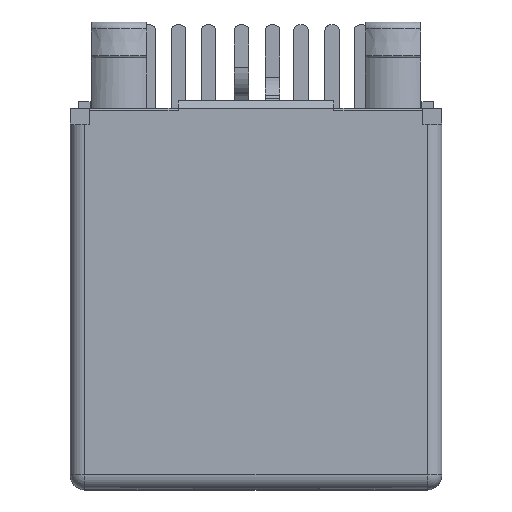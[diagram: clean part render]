
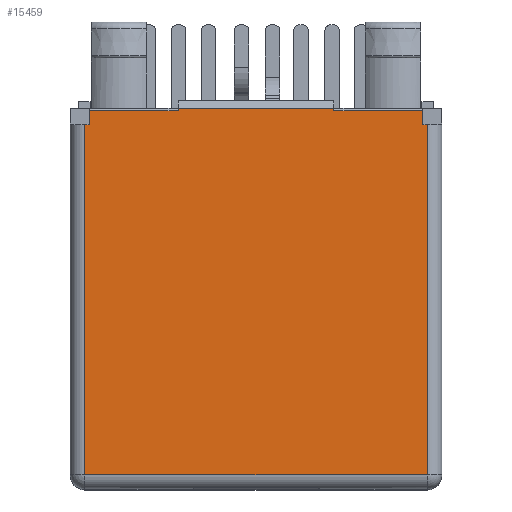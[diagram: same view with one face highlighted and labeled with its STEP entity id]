
A CAD part, top view. The second image highlights one B-rep face of the part: STEP entity #15459.
In plain terms, the highlighted planar face has unit normal (0, 0, 1).
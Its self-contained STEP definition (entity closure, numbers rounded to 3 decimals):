
#1113=ORIENTED_EDGE('',*,*,#5611,.T.);
#1114=ORIENTED_EDGE('',*,*,#5612,.T.);
#1115=ORIENTED_EDGE('',*,*,#5613,.T.);
#1116=ORIENTED_EDGE('',*,*,#5614,.T.);
#1117=ORIENTED_EDGE('',*,*,#5615,.T.);
#1118=ORIENTED_EDGE('',*,*,#5616,.T.);
#1119=ORIENTED_EDGE('',*,*,#5617,.F.);
#1120=ORIENTED_EDGE('',*,*,#5618,.T.);
#1121=ORIENTED_EDGE('',*,*,#5619,.T.);
#1122=ORIENTED_EDGE('',*,*,#5620,.T.);
#1123=ORIENTED_EDGE('',*,*,#5621,.T.);
#1124=ORIENTED_EDGE('',*,*,#5622,.T.);
#5611=EDGE_CURVE('',#7826,#7827,#9388,.T.);
#5612=EDGE_CURVE('',#7827,#7828,#9389,.T.);
#5613=EDGE_CURVE('',#7828,#7829,#9390,.T.);
#5614=EDGE_CURVE('',#7829,#7830,#9391,.T.);
#5615=EDGE_CURVE('',#7830,#7831,#9392,.T.);
#5616=EDGE_CURVE('',#7831,#7832,#9393,.T.);
#5617=EDGE_CURVE('',#7833,#7832,#9394,.T.);
#5618=EDGE_CURVE('',#7833,#7834,#9395,.T.);
#5619=EDGE_CURVE('',#7834,#7835,#9396,.F.);
#5620=EDGE_CURVE('',#7835,#7836,#9397,.T.);
#5621=EDGE_CURVE('',#7836,#7837,#9398,.T.);
#5622=EDGE_CURVE('',#7837,#7826,#9399,.T.);
#7826=VERTEX_POINT('',#24130);
#7827=VERTEX_POINT('',#24131);
#7828=VERTEX_POINT('',#24133);
#7829=VERTEX_POINT('',#24135);
#7830=VERTEX_POINT('',#24137);
#7831=VERTEX_POINT('',#24139);
#7832=VERTEX_POINT('',#24141);
#7833=VERTEX_POINT('',#24143);
#7834=VERTEX_POINT('',#24145);
#7835=VERTEX_POINT('',#24147);
#7836=VERTEX_POINT('',#24149);
#7837=VERTEX_POINT('',#24151);
#9388=LINE('',#24129,#11342);
#9389=LINE('',#24132,#11343);
#9390=LINE('',#24134,#11344);
#9391=LINE('',#24136,#11345);
#9392=LINE('',#24138,#11346);
#9393=LINE('',#24140,#11347);
#9394=LINE('',#24142,#11348);
#9395=LINE('',#24144,#11349);
#9396=LINE('',#24146,#11350);
#9397=LINE('',#24148,#11351);
#9398=LINE('',#24150,#11352);
#9399=LINE('',#24152,#11353);
#11342=VECTOR('',#19585,1000.);
#11343=VECTOR('',#19586,1000.);
#11344=VECTOR('',#19587,1000.);
#11345=VECTOR('',#19588,1000.);
#11346=VECTOR('',#19589,1000.);
#11347=VECTOR('',#19590,1000.);
#11348=VECTOR('',#19591,1000.);
#11349=VECTOR('',#19592,1000.);
#11350=VECTOR('',#19593,1000.);
#11351=VECTOR('',#19594,1000.);
#11352=VECTOR('',#19595,1000.);
#11353=VECTOR('',#19596,1000.);
#12952=EDGE_LOOP('',(#1113,#1114,#1115,#1116,#1117,#1118,#1119,#1120,#1121,
#1122,#1123,#1124));
#13869=FACE_BOUND('',#12952,.T.);
#14774=PLANE('',#17935);
#15459=ADVANCED_FACE('',(#13869),#14774,.T.);
#17935=AXIS2_PLACEMENT_3D('',#24128,#19583,#19584);
#19583=DIRECTION('',(0.,0.,1.));
#19584=DIRECTION('',(1.,0.,0.));
#19585=DIRECTION('',(0.,1.,0.));
#19586=DIRECTION('',(-1.,0.,0.));
#19587=DIRECTION('',(0.,1.,0.));
#19588=DIRECTION('',(-1.,0.,0.));
#19589=DIRECTION('',(0.,-1.,0.));
#19590=DIRECTION('',(-1.,0.,0.));
#19591=DIRECTION('',(0.,1.,0.));
#19592=DIRECTION('',(-1.,0.,0.));
#19593=DIRECTION('',(0.,1.,0.));
#19594=DIRECTION('',(1.,0.,0.));
#19595=DIRECTION('',(0.,1.,0.));
#19596=DIRECTION('',(-1.,0.,0.));
#24128=CARTESIAN_POINT('',(-7.75,-7.95,8.05));
#24129=CARTESIAN_POINT('',(6.95,7.25,8.05));
#24130=CARTESIAN_POINT('',(6.95,7.25,8.05));
#24131=CARTESIAN_POINT('',(6.95,7.85,8.05));
#24132=CARTESIAN_POINT('',(-7.75,7.85,8.05));
#24133=CARTESIAN_POINT('',(3.25,7.85,8.05));
#24134=CARTESIAN_POINT('',(3.25,-7.95,8.05));
#24135=CARTESIAN_POINT('',(3.25,7.95,8.05));
#24136=CARTESIAN_POINT('',(-7.75,7.95,8.05));
#24137=CARTESIAN_POINT('',(-3.25,7.95,8.05));
#24138=CARTESIAN_POINT('',(-3.25,-7.95,8.05));
#24139=CARTESIAN_POINT('',(-3.25,7.85,8.05));
#24140=CARTESIAN_POINT('',(-7.75,7.85,8.05));
#24141=CARTESIAN_POINT('',(-6.95,7.85,8.05));
#24142=CARTESIAN_POINT('',(-6.95,7.25,8.05));
#24143=CARTESIAN_POINT('',(-6.95,7.25,8.05));
#24144=CARTESIAN_POINT('',(-6.95,7.25,8.05));
#24145=CARTESIAN_POINT('',(-7.15,7.25,8.05));
#24146=CARTESIAN_POINT('',(-7.15,-7.95,8.05));
#24147=CARTESIAN_POINT('',(-7.15,-7.35,8.05));
#24148=CARTESIAN_POINT('',(7.75,-7.35,8.05));
#24149=CARTESIAN_POINT('',(7.15,-7.35,8.05));
#24150=CARTESIAN_POINT('',(7.15,-7.95,8.05));
#24151=CARTESIAN_POINT('',(7.15,7.25,8.05));
#24152=CARTESIAN_POINT('',(7.75,7.25,8.05));
